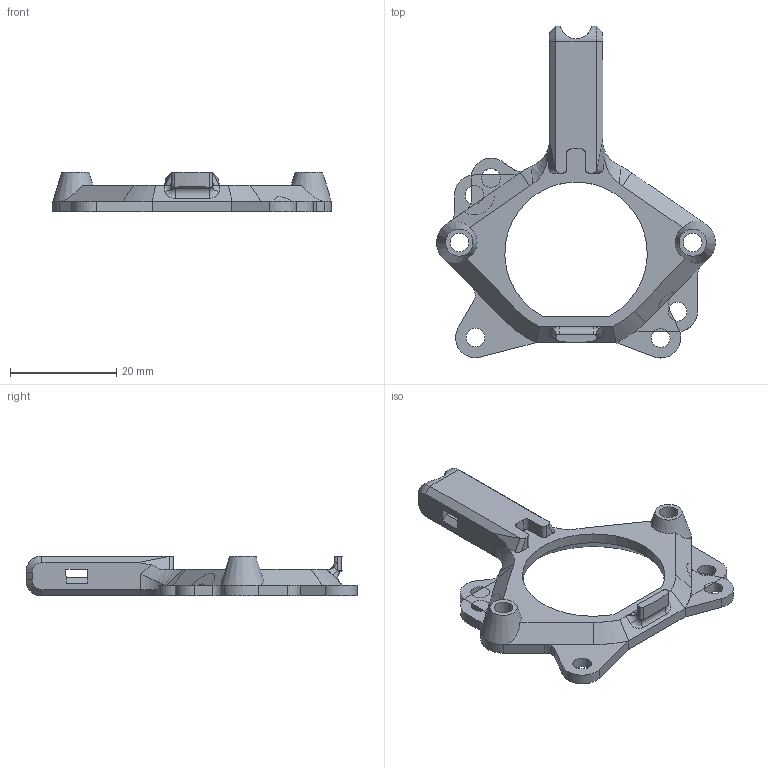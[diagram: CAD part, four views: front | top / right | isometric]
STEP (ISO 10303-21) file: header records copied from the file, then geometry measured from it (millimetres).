
FILE_DESCRIPTION(/* description */ (''),/* implementation_level */ '2;1');
FILE_NAME(/* name */ 'EBB36_Mount.step',/* time_stamp */ '2025-11-18T19:45:44+01:00',/* author */ (''),/* organization */ (''),/* preprocessor_version */ 'ST-DEVELOPER v20.1',/* originating_system */ 'Autodesk Translation Framework v14.21.0.0',/* authorisation */ '');
FILE_SCHEMA (('AUTOMOTIVE_DESIGN { 1 0 10303 214 3 1 1 }'));
Length unit declared in the file: millimetre
Products named in the file (4): 2025-11-01-17-13-14-981; 2025-11-18-19-31-17-916; 2025-11-18-19-32-04-849; 2025-11-18-19-37-39-048
Assembly tree (3 placements, depth 2):
  2025-11-01-17-13-14-981
    2025-11-18-19-31-17-916
    2025-11-18-19-32-04-849
    2025-11-18-19-37-39-048
Bounding box: 52.33 x 62.35 x 7.5 mm (x, y, z)
Volume: 12818.1 mm3; surface area: 10878.2 mm2
Topology: 3 solids, 3 shells, 368 faces, 980 edges, 624 vertices
Faces by surface type: plane 175, cylinder 127, cone 39, bspline 18, torus 9
Full cylindrical faces by diameter (mm): 3.5 x10, 4.5 x6
Entity records: 12366 total; most frequent: CARTESIAN_POINT 3082, ORIENTED_EDGE 1960, DIRECTION 1889, EDGE_CURVE 980, AXIS2_PLACEMENT_3D 689, VERTEX_POINT 624, LINE 511, VECTOR 511
